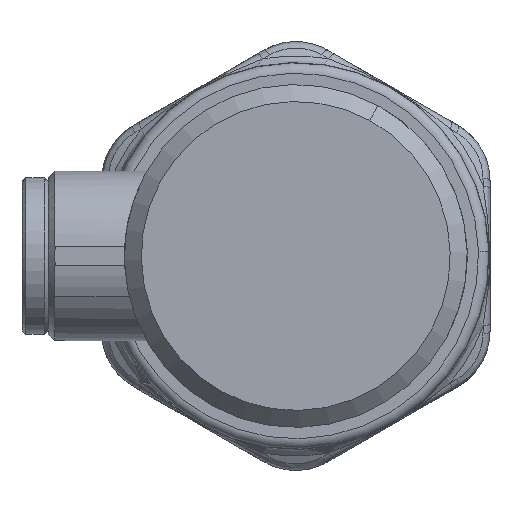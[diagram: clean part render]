
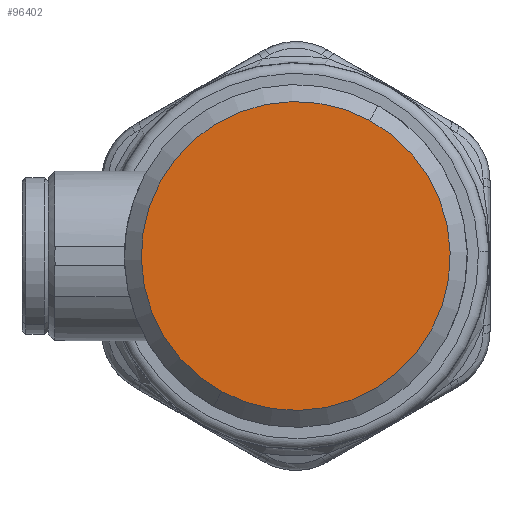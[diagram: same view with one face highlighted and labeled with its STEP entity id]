
A CAD part, left-side view. The second image highlights one B-rep face of the part: STEP entity #96402.
In plain terms, the highlighted planar face has unit normal (-1, 0, 0).
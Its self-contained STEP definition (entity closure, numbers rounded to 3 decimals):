
#96366=CARTESIAN_POINT('Vertex',(-28.5,5.681,-10.399)) ;
#96369=CARTESIAN_POINT('Axis2P3D Location',(-28.5,0.,0.)) ;
#96373=CARTESIAN_POINT('Vertex',(-28.5,-5.681,10.399)) ;
#96388=CARTESIAN_POINT('Axis2P3D Location',(-28.5,0.,-8.7)) ;
#96393=CARTESIAN_POINT('Axis2P3D Location',(-28.5,0.,0.)) ;
#96370=DIRECTION('Axis2P3D Direction',(1.,0.,0.)) ;
#96389=DIRECTION('Axis2P3D Direction',(1.,0.,0.)) ;
#96390=DIRECTION('Axis2P3D XDirection',(0.,1.,0.)) ;
#96394=DIRECTION('Axis2P3D Direction',(1.,0.,0.)) ;
#96371=AXIS2_PLACEMENT_3D('Circle Axis2P3D',#96369,#96370,$) ;
#96391=AXIS2_PLACEMENT_3D('Plane Axis2P3D',#96388,#96389,#96390) ;
#96395=AXIS2_PLACEMENT_3D('Circle Axis2P3D',#96393,#96394,$) ;
#96372=CIRCLE('generated circle',#96371,11.85) ;
#96396=CIRCLE('generated circle',#96395,11.85) ;
#96392=PLANE('',#96391) ;
#96375=EDGE_CURVE('',#96367,#96374,#96372,.T.) ;
#96397=EDGE_CURVE('',#96374,#96367,#96396,.T.) ;
#96399=ORIENTED_EDGE('',*,*,#96375,.F.) ;
#96400=ORIENTED_EDGE('',*,*,#96397,.F.) ;
#96398=EDGE_LOOP('',(#96399,#96400)) ;
#96367=VERTEX_POINT('',#96366) ;
#96374=VERTEX_POINT('',#96373) ;
#96402=ADVANCED_FACE('PartBody',(#96401),#96392,.F.) ;
#96401=FACE_OUTER_BOUND('',#96398,.T.) ;
